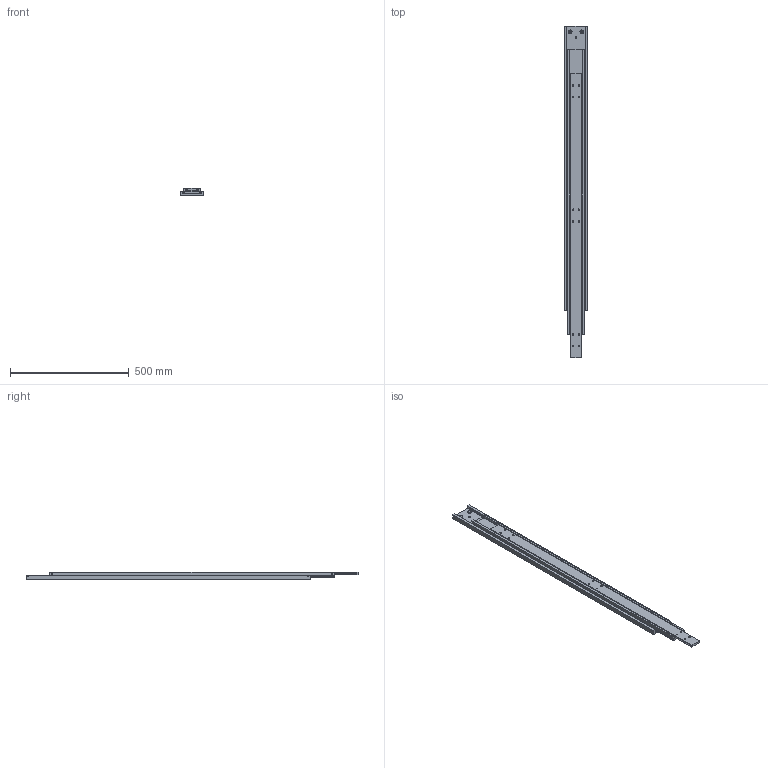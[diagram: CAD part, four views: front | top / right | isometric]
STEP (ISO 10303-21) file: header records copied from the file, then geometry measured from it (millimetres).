
FILE_DESCRIPTION((''),'2;1');
FILE_NAME('TSRT-100 1200.stp','2021-04-27T14:34:12',(''),(''),'Mechanical Desktop 2006','Mechanical Desktop 2006',', , ');
FILE_SCHEMA(('CONFIG_CONTROL_DESIGN'));
Length unit declared in the file: millimetre
Products named in the file (4): TSRT-100 B; MAIN PROFILE; MIDDLE BEAM; OUTER BEAM
Assembly tree (3 placements, depth 2):
  TSRT-100 B
    MAIN PROFILE
    MIDDLE BEAM
    OUTER BEAM
Bounding box: 100 x 1400 x 32 mm (x, y, z)
Volume: 2624947.1 mm3; surface area: 716682.7 mm2
Topology: 3 solids, 4 shells, 145 faces, 414 edges, 269 vertices
Faces by surface type: cylinder 88, plane 39, cone 18
Entity records: 5761 total; most frequent: CARTESIAN_POINT 1658, DIRECTION 834, ORIENTED_EDGE 824, EDGE_CURVE 412, AXIS2_PLACEMENT_3D 317, VERTEX_POINT 269, EDGE_LOOP 203, VECTOR 200
